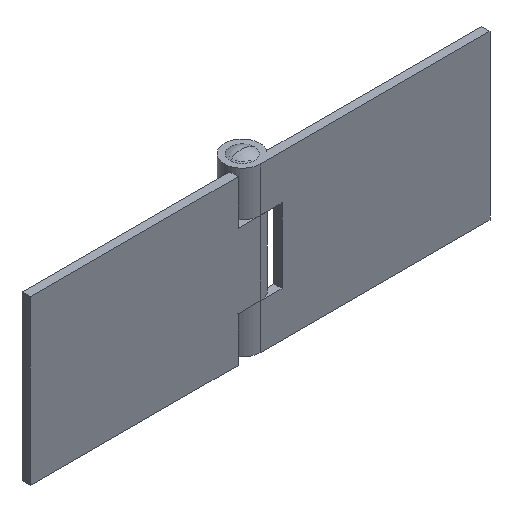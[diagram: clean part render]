
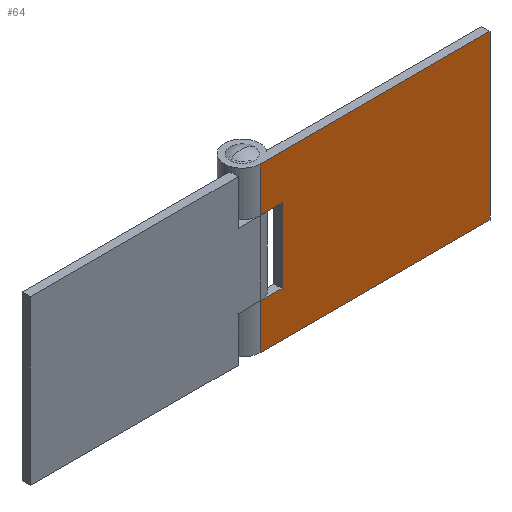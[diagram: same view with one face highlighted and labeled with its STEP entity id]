
A CAD part, isometric view. The second image highlights one B-rep face of the part: STEP entity #64.
In plain terms, the highlighted planar face has unit normal (0, -1, 0).
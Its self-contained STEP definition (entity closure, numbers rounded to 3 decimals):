
#34 = VERTEX_POINT ( 'NONE', #331 ) ;
#41 = EDGE_CURVE ( 'NONE', #52, #1565, #375, .T. ) ;
#48 = VERTEX_POINT ( 'NONE', #365 ) ;
#51 = ORIENTED_EDGE ( 'NONE', *, *, #1561, .T. ) ;
#52 = VERTEX_POINT ( 'NONE', #363 ) ;
#54 = EDGE_CURVE ( 'NONE', #1558, #1487, #362, .T. ) ;
#57 = ORIENTED_EDGE ( 'NONE', *, *, #41, .T. ) ;
#58 = EDGE_CURVE ( 'NONE', #1518, #1487, #358, .T. ) ;
#59 = ORIENTED_EDGE ( 'NONE', *, *, #62, .T. ) ;
#61 = EDGE_LOOP ( 'NONE', ( #59, #57, #51, #157, #67, #73, #75, #81 ) ) ;
#62 = EDGE_CURVE ( 'NONE', #48, #52, #413, .T. ) ;
#64 = ADVANCED_FACE ( 'NONE', ( #409 ), #408, .F. ) ;
#67 = ORIENTED_EDGE ( 'NONE', *, *, #58, .F. ) ;
#73 = ORIENTED_EDGE ( 'NONE', *, *, #1517, .F. ) ;
#75 = ORIENTED_EDGE ( 'NONE', *, *, #1596, .T. ) ;
#80 = EDGE_CURVE ( 'NONE', #1597, #48, #386, .T. ) ;
#81 = ORIENTED_EDGE ( 'NONE', *, *, #80, .T. ) ;
#157 = ORIENTED_EDGE ( 'NONE', *, *, #54, .T. ) ;
#331 = CARTESIAN_POINT ( 'NONE',  ( 0., -3.5, 16. ) ) ;
#355 = DIRECTION ( 'NONE',  ( 0., 0., -1. ) ) ;
#356 = VECTOR ( 'NONE', #355, 1000. ) ;
#357 = CARTESIAN_POINT ( 'NONE',  ( 45., -3.5, 16. ) ) ;
#358 = LINE ( 'NONE', #357, #356 ) ;
#359 = DIRECTION ( 'NONE',  ( 1., 0., 0. ) ) ;
#360 = VECTOR ( 'NONE', #359, 1000. ) ;
#361 = CARTESIAN_POINT ( 'NONE',  ( 0., -3.5, -16. ) ) ;
#362 = LINE ( 'NONE', #361, #360 ) ;
#363 = CARTESIAN_POINT ( 'NONE',  ( 4.3, -3.5, -7.25 ) ) ;
#365 = CARTESIAN_POINT ( 'NONE',  ( 4.3, -3.5, 7.25 ) ) ;
#372 = DIRECTION ( 'NONE',  ( -1., 0., 0. ) ) ;
#373 = VECTOR ( 'NONE', #372, 1000. ) ;
#374 = CARTESIAN_POINT ( 'NONE',  ( 0., -3.5, -7.25 ) ) ;
#375 = LINE ( 'NONE', #374, #373 ) ;
#383 = DIRECTION ( 'NONE',  ( 1., 0., 0. ) ) ;
#384 = VECTOR ( 'NONE', #383, 1000. ) ;
#385 = CARTESIAN_POINT ( 'NONE',  ( 0., -3.5, 7.25 ) ) ;
#386 = LINE ( 'NONE', #385, #384 ) ;
#404 = DIRECTION ( 'NONE',  ( -1., 0., 0. ) ) ;
#405 = DIRECTION ( 'NONE',  ( 0., 1., 0. ) ) ;
#406 = CARTESIAN_POINT ( 'NONE',  ( 0., -3.5, 16. ) ) ;
#407 = AXIS2_PLACEMENT_3D ( 'NONE', #406, #405, #404 ) ;
#408 = PLANE ( 'NONE',  #407 ) ;
#409 = FACE_OUTER_BOUND ( 'NONE', #61, .T. ) ;
#410 = DIRECTION ( 'NONE',  ( 0., 0., -1. ) ) ;
#411 = VECTOR ( 'NONE', #410, 1000. ) ;
#412 = CARTESIAN_POINT ( 'NONE',  ( 4.3, -3.5, 16. ) ) ;
#413 = LINE ( 'NONE', #412, #411 ) ;
#782 = CARTESIAN_POINT ( 'NONE',  ( 45., -3.5, -16. ) ) ;
#810 = CARTESIAN_POINT ( 'NONE',  ( 45., -3.5, 16. ) ) ;
#811 = DIRECTION ( 'NONE',  ( 1., 0., 0. ) ) ;
#812 = VECTOR ( 'NONE', #811, 1000. ) ;
#813 = CARTESIAN_POINT ( 'NONE',  ( 0., -3.5, 16. ) ) ;
#814 = LINE ( 'NONE', #813, #812 ) ;
#902 = CARTESIAN_POINT ( 'NONE',  ( 0., -3.5, -7.25 ) ) ;
#903 = DIRECTION ( 'NONE',  ( 0., 0., -1. ) ) ;
#904 = VECTOR ( 'NONE', #903, 1000. ) ;
#905 = CARTESIAN_POINT ( 'NONE',  ( 0., -3.5, 16. ) ) ;
#906 = LINE ( 'NONE', #905, #904 ) ;
#907 = CARTESIAN_POINT ( 'NONE',  ( 0., -3.5, -16. ) ) ;
#961 = DIRECTION ( 'NONE',  ( 0., 0., -1. ) ) ;
#962 = VECTOR ( 'NONE', #961, 1000. ) ;
#963 = CARTESIAN_POINT ( 'NONE',  ( 0., -3.5, 16. ) ) ;
#964 = LINE ( 'NONE', #963, #962 ) ;
#1026 = CARTESIAN_POINT ( 'NONE',  ( 0., -3.5, 7.25 ) ) ;
#1487 = VERTEX_POINT ( 'NONE', #782 ) ;
#1517 = EDGE_CURVE ( 'NONE', #34, #1518, #814, .T. ) ;
#1518 = VERTEX_POINT ( 'NONE', #810 ) ;
#1558 = VERTEX_POINT ( 'NONE', #907 ) ;
#1561 = EDGE_CURVE ( 'NONE', #1565, #1558, #906, .T. ) ;
#1565 = VERTEX_POINT ( 'NONE', #902 ) ;
#1596 = EDGE_CURVE ( 'NONE', #34, #1597, #964, .T. ) ;
#1597 = VERTEX_POINT ( 'NONE', #1026 ) ;
